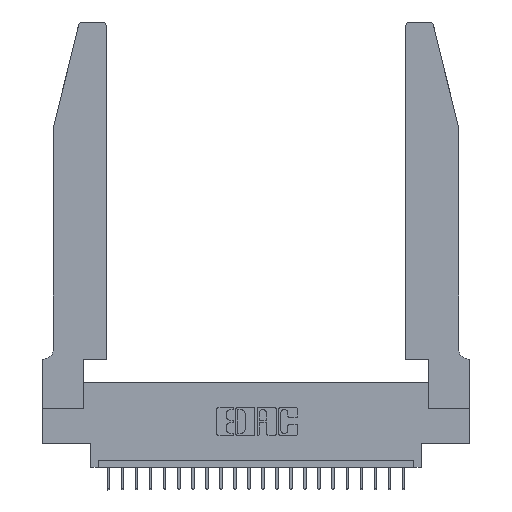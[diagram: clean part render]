
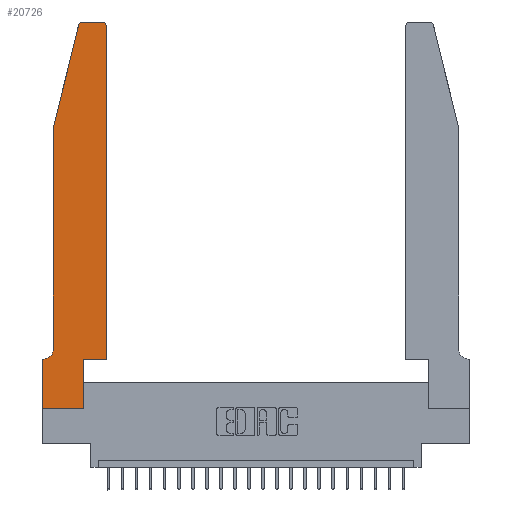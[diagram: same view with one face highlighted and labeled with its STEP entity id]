
A CAD part, top view. The second image highlights one B-rep face of the part: STEP entity #20726.
In plain terms, the highlighted planar face has unit normal (0, 0, 1).
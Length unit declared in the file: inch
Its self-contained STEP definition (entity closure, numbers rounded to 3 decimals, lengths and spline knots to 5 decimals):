
#255 = AXIS2_PLACEMENT_3D ( 'NONE', #10440, #14220, #7010 ) ;
#829 = EDGE_CURVE ( 'NONE', #23538, #12978, #12198, .T. ) ;
#1280 = VECTOR ( 'NONE', #12643, 39.37008 ) ;
#1417 = ORIENTED_EDGE ( 'NONE', *, *, #23523, .T. ) ;
#1542 = CARTESIAN_POINT ( 'NONE',  ( 0., 0., 0.37 ) ) ;
#2143 = CARTESIAN_POINT ( 'NONE',  ( 0.2605, 2.75, 0.37 ) ) ;
#2186 = LINE ( 'NONE', #2143, #9762 ) ;
#2498 = LINE ( 'NONE', #10916, #9782 ) ;
#2709 = VERTEX_POINT ( 'NONE', #23718 ) ;
#2777 = EDGE_CURVE ( 'NONE', #18505, #13181, #2498, .T. ) ;
#2906 = DIRECTION ( 'NONE',  ( 0., -1., 0. ) ) ;
#2941 = VERTEX_POINT ( 'NONE', #21635 ) ;
#3273 = VECTOR ( 'NONE', #22343, 39.37008 ) ;
#3650 = DIRECTION ( 'NONE',  ( -0.239, -0.971, 0. ) ) ;
#4254 = ORIENTED_EDGE ( 'NONE', *, *, #23773, .T. ) ;
#4343 = ORIENTED_EDGE ( 'NONE', *, *, #10937, .T. ) ;
#4598 = DIRECTION ( 'NONE',  ( 0., 0., 1. ) ) ;
#4628 = EDGE_CURVE ( 'NONE', #2941, #10758, #18792, .T. ) ;
#4795 = ORIENTED_EDGE ( 'NONE', *, *, #11857, .T. ) ;
#4908 = CARTESIAN_POINT ( 'NONE',  ( 0., 0.35, 0.37 ) ) ;
#5034 = CARTESIAN_POINT ( 'NONE',  ( 0.0755, 2., 0.37 ) ) ;
#5229 = CARTESIAN_POINT ( 'NONE',  ( 0.2865, 0.35, 0.37 ) ) ;
#5451 = AXIS2_PLACEMENT_3D ( 'NONE', #15729, #4598, #6313 ) ;
#5731 = AXIS2_PLACEMENT_3D ( 'NONE', #21838, #6855, #14384 ) ;
#6006 = EDGE_CURVE ( 'NONE', #2709, #2941, #12363, .T. ) ;
#6072 = CARTESIAN_POINT ( 'NONE',  ( 0., 0.35, 0.37 ) ) ;
#6264 = ORIENTED_EDGE ( 'NONE', *, *, #829, .T. ) ;
#6313 = DIRECTION ( 'NONE',  ( 1., 0., 0. ) ) ;
#6619 = PLANE ( 'NONE',  #22793 ) ;
#6690 = FACE_OUTER_BOUND ( 'NONE', #19155, .T. ) ;
#6855 = DIRECTION ( 'NONE',  ( 0., 0., 1. ) ) ;
#6886 = LINE ( 'NONE', #12701, #15068 ) ;
#7010 = DIRECTION ( 'NONE',  ( -1., 0., 0. ) ) ;
#7258 = CARTESIAN_POINT ( 'NONE',  ( 0.0755, 2., 0.37 ) ) ;
#8052 = VERTEX_POINT ( 'NONE', #8737 ) ;
#8064 = EDGE_CURVE ( 'NONE', #11343, #21846, #8481, .T. ) ;
#8481 = LINE ( 'NONE', #20110, #12556 ) ;
#8737 = CARTESIAN_POINT ( 'NONE',  ( 0.0755, 2., 0.37 ) ) ;
#9394 = DIRECTION ( 'NONE',  ( -1., 0., 0. ) ) ;
#9762 = VECTOR ( 'NONE', #9394, 39.37008 ) ;
#9782 = VECTOR ( 'NONE', #11226, 39.37008 ) ;
#10336 = ORIENTED_EDGE ( 'NONE', *, *, #2777, .T. ) ;
#10426 = LINE ( 'NONE', #7258, #19229 ) ;
#10440 = CARTESIAN_POINT ( 'NONE',  ( 0.0055, 0.42, 0.37 ) ) ;
#10758 = VERTEX_POINT ( 'NONE', #17739 ) ;
#10905 = EDGE_CURVE ( 'NONE', #8052, #18316, #18033, .T. ) ;
#10916 = CARTESIAN_POINT ( 'NONE',  ( 0.4505, 0.35, 0.37 ) ) ;
#10937 = EDGE_CURVE ( 'NONE', #21846, #2709, #15382, .T. ) ;
#10977 = VECTOR ( 'NONE', #16306, 39.37008 ) ;
#11226 = DIRECTION ( 'NONE',  ( 0., 1., 0. ) ) ;
#11343 = VERTEX_POINT ( 'NONE', #20631 ) ;
#11564 = VECTOR ( 'NONE', #2906, 39.37008 ) ;
#11766 = ORIENTED_EDGE ( 'NONE', *, *, #6006, .T. ) ;
#11857 = EDGE_CURVE ( 'NONE', #12978, #8052, #10426, .T. ) ;
#12198 = CIRCLE ( 'NONE', #5451, 0.03 ) ;
#12363 = LINE ( 'NONE', #1542, #1280 ) ;
#12450 = EDGE_CURVE ( 'NONE', #10758, #18505, #6886, .T. ) ;
#12556 = VECTOR ( 'NONE', #20277, 39.37008 ) ;
#12643 = DIRECTION ( 'NONE',  ( 1., 0., 0. ) ) ;
#12701 = CARTESIAN_POINT ( 'NONE',  ( 0.4505, 0.35, 0.37 ) ) ;
#12903 = ORIENTED_EDGE ( 'NONE', *, *, #4628, .T. ) ;
#12978 = VERTEX_POINT ( 'NONE', #19903 ) ;
#13181 = VERTEX_POINT ( 'NONE', #22516 ) ;
#13588 = CARTESIAN_POINT ( 'NONE',  ( 0.0755, 0.42, 0.37 ) ) ;
#14220 = DIRECTION ( 'NONE',  ( 0., 0., -1. ) ) ;
#14384 = DIRECTION ( 'NONE',  ( 1., 0., 0. ) ) ;
#14623 = EDGE_CURVE ( 'NONE', #13181, #14881, #20866, .T. ) ;
#14642 = ORIENTED_EDGE ( 'NONE', *, *, #12450, .T. ) ;
#14881 = VERTEX_POINT ( 'NONE', #22489 ) ;
#14982 = DIRECTION ( 'NONE',  ( 1., 0., 0. ) ) ;
#15068 = VECTOR ( 'NONE', #14982, 39.37008 ) ;
#15201 = ORIENTED_EDGE ( 'NONE', *, *, #8064, .T. ) ;
#15382 = LINE ( 'NONE', #18044, #10977 ) ;
#15540 = CARTESIAN_POINT ( 'NONE',  ( 0.284, 2.75, 0.37 ) ) ;
#15729 = CARTESIAN_POINT ( 'NONE',  ( 0.284, 2.72, 0.37 ) ) ;
#16306 = DIRECTION ( 'NONE',  ( 0., -1., 0. ) ) ;
#17321 = ORIENTED_EDGE ( 'NONE', *, *, #14623, .T. ) ;
#17739 = CARTESIAN_POINT ( 'NONE',  ( 0.2865, 0.35, 0.37 ) ) ;
#17779 = DIRECTION ( 'NONE',  ( 0., 0., 1. ) ) ;
#17982 = CIRCLE ( 'NONE', #255, 0.07 ) ;
#18001 = DIRECTION ( 'NONE',  ( 1., 0., 0. ) ) ;
#18033 = LINE ( 'NONE', #5034, #11564 ) ;
#18044 = CARTESIAN_POINT ( 'NONE',  ( 0., 0., 0.37 ) ) ;
#18316 = VERTEX_POINT ( 'NONE', #13588 ) ;
#18505 = VERTEX_POINT ( 'NONE', #21614 ) ;
#18663 = ORIENTED_EDGE ( 'NONE', *, *, #10905, .T. ) ;
#18792 = LINE ( 'NONE', #5229, #3273 ) ;
#19155 = EDGE_LOOP ( 'NONE', ( #1417, #6264, #4795, #18663, #4254, #15201, #4343, #11766, #12903, #14642, #10336, #17321 ) ) ;
#19229 = VECTOR ( 'NONE', #3650, 39.37008 ) ;
#19903 = CARTESIAN_POINT ( 'NONE',  ( 0.25487, 2.72718, 0.37 ) ) ;
#20110 = CARTESIAN_POINT ( 'NONE',  ( 0.0755, 0.35, 0.37 ) ) ;
#20277 = DIRECTION ( 'NONE',  ( -1., 0., 0. ) ) ;
#20631 = CARTESIAN_POINT ( 'NONE',  ( 0.0055, 0.35, 0.37 ) ) ;
#20726 = ADVANCED_FACE ( 'NONE', ( #6690 ), #6619, .T. ) ;
#20866 = CIRCLE ( 'NONE', #5731, 0.03 ) ;
#21614 = CARTESIAN_POINT ( 'NONE',  ( 0.4505, 0.35, 0.37 ) ) ;
#21635 = CARTESIAN_POINT ( 'NONE',  ( 0.2865, 0., 0.37 ) ) ;
#21838 = CARTESIAN_POINT ( 'NONE',  ( 0.4205, 2.72, 0.37 ) ) ;
#21846 = VERTEX_POINT ( 'NONE', #6072 ) ;
#22343 = DIRECTION ( 'NONE',  ( 0., 1., 0. ) ) ;
#22489 = CARTESIAN_POINT ( 'NONE',  ( 0.4205, 2.75, 0.37 ) ) ;
#22516 = CARTESIAN_POINT ( 'NONE',  ( 0.4505, 2.72, 0.37 ) ) ;
#22793 = AXIS2_PLACEMENT_3D ( 'NONE', #4908, #17779, #18001 ) ;
#23523 = EDGE_CURVE ( 'NONE', #14881, #23538, #2186, .T. ) ;
#23538 = VERTEX_POINT ( 'NONE', #15540 ) ;
#23718 = CARTESIAN_POINT ( 'NONE',  ( 0., 0., 0.37 ) ) ;
#23773 = EDGE_CURVE ( 'NONE', #18316, #11343, #17982, .T. ) ;
